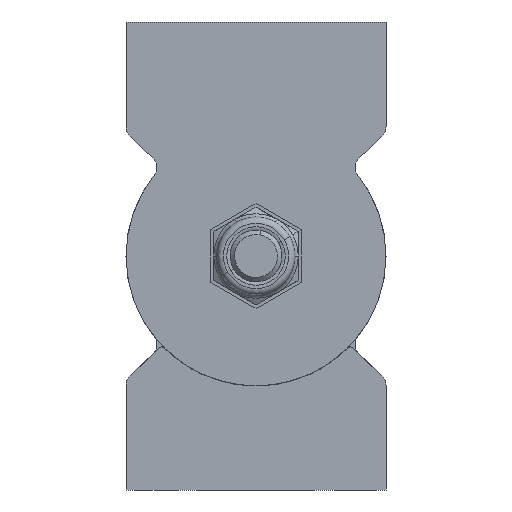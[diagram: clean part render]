
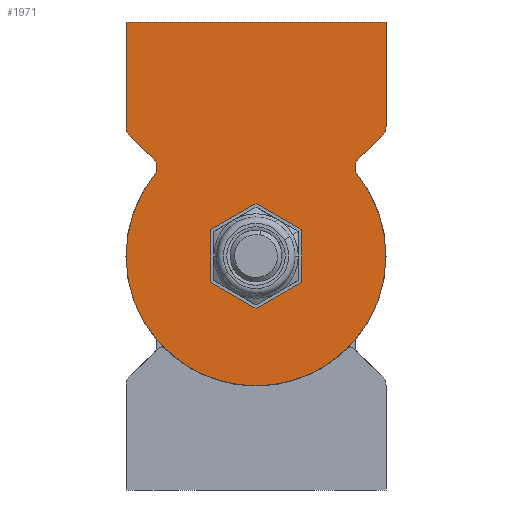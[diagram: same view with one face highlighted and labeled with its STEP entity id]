
A CAD part, front view. The second image highlights one B-rep face of the part: STEP entity #1971.
In plain terms, the highlighted planar face has unit normal (0, -1, 0).
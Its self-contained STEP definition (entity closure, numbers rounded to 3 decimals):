
#6 = AXIS2_PLACEMENT_3D ( 'NONE', #329, #2892, #904 ) ;
#25 = VERTEX_POINT ( 'NONE', #4203 ) ;
#35 = ORIENTED_EDGE ( 'NONE', *, *, #2688, .T. ) ;
#42 = CARTESIAN_POINT ( 'NONE',  ( 0., 0., -56. ) ) ;
#50 = ORIENTED_EDGE ( 'NONE', *, *, #1138, .F. ) ;
#82 = VECTOR ( 'NONE', #996, 1000. ) ;
#88 = CARTESIAN_POINT ( 'NONE',  ( 7., 0., -40.041 ) ) ;
#97 = AXIS2_PLACEMENT_3D ( 'NONE', #4022, #795, #1102 ) ;
#168 = CARTESIAN_POINT ( 'NONE',  ( -20., 0., -17. ) ) ;
#277 = VERTEX_POINT ( 'NONE', #3999 ) ;
#290 = VECTOR ( 'NONE', #4066, 1000. ) ;
#329 = CARTESIAN_POINT ( 'NONE',  ( 18., 0., -16.141 ) ) ;
#357 = PLANE ( 'NONE',  #1455 ) ;
#450 = EDGE_CURVE ( 'NONE', #3275, #597, #3735, .T. ) ;
#537 = CARTESIAN_POINT ( 'NONE',  ( -19.377, 0., -17.591 ) ) ;
#553 = CARTESIAN_POINT ( 'NONE',  ( 19.377, 0., -17.591 ) ) ;
#565 = LINE ( 'NONE', #3825, #618 ) ;
#597 = VERTEX_POINT ( 'NONE', #1896 ) ;
#618 = VECTOR ( 'NONE', #1514, 1000. ) ;
#625 = VERTEX_POINT ( 'NONE', #3824 ) ;
#696 = LINE ( 'NONE', #3601, #2814 ) ;
#719 = ORIENTED_EDGE ( 'NONE', *, *, #1458, .F. ) ;
#755 = CARTESIAN_POINT ( 'NONE',  ( -7., 0., -40.041 ) ) ;
#773 = AXIS2_PLACEMENT_3D ( 'NONE', #1940, #915, #3875 ) ;
#783 = VERTEX_POINT ( 'NONE', #537 ) ;
#795 = DIRECTION ( 'NONE',  ( 0., -1., 0. ) ) ;
#904 = DIRECTION ( 'NONE',  ( 0., 0., 1. ) ) ;
#907 = ORIENTED_EDGE ( 'NONE', *, *, #2209, .F. ) ;
#914 = VECTOR ( 'NONE', #3266, 1000. ) ;
#915 = DIRECTION ( 'NONE',  ( 0., 1., 0. ) ) ;
#952 = ORIENTED_EDGE ( 'NONE', *, *, #1699, .F. ) ;
#964 = CARTESIAN_POINT ( 'NONE',  ( 20., 0., -17. ) ) ;
#981 = DIRECTION ( 'NONE',  ( 0., 1., 0. ) ) ;
#996 = DIRECTION ( 'NONE',  ( 0., 0., -1. ) ) ;
#1002 = CARTESIAN_POINT ( 'NONE',  ( 20., 0., -16.141 ) ) ;
#1102 = DIRECTION ( 'NONE',  ( 0., 0., 1. ) ) ;
#1138 = EDGE_CURVE ( 'NONE', #625, #3979, #1559, .T. ) ;
#1152 = EDGE_CURVE ( 'NONE', #2619, #2033, #1944, .T. ) ;
#1169 = VERTEX_POINT ( 'NONE', #4207 ) ;
#1230 = CARTESIAN_POINT ( 'NONE',  ( 0., 0., -36. ) ) ;
#1251 = AXIS2_PLACEMENT_3D ( 'NONE', #3899, #981, #1608 ) ;
#1259 = EDGE_CURVE ( 'NONE', #597, #2507, #2669, .T. ) ;
#1270 = ORIENTED_EDGE ( 'NONE', *, *, #1784, .F. ) ;
#1276 = FACE_OUTER_BOUND ( 'NONE', #3061, .T. ) ;
#1303 = CARTESIAN_POINT ( 'NONE',  ( 0., 0., -44.083 ) ) ;
#1353 = EDGE_LOOP ( 'NONE', ( #2506, #3884, #952, #3225, #1373, #2241 ) ) ;
#1373 = ORIENTED_EDGE ( 'NONE', *, *, #450, .F. ) ;
#1378 = CARTESIAN_POINT ( 'NONE',  ( 0., 0., -27.917 ) ) ;
#1451 = DIRECTION ( 'NONE',  ( -0.866, 0., -0.5 ) ) ;
#1455 = AXIS2_PLACEMENT_3D ( 'NONE', #2340, #3214, #2941 ) ;
#1458 = EDGE_CURVE ( 'NONE', #25, #1993, #3586, .T. ) ;
#1493 = CARTESIAN_POINT ( 'NONE',  ( -20., 0., 0. ) ) ;
#1514 = DIRECTION ( 'NONE',  ( 0., 0., -1. ) ) ;
#1559 = LINE ( 'NONE', #3795, #3956 ) ;
#1608 = DIRECTION ( 'NONE',  ( 0., 0., 1. ) ) ;
#1699 = EDGE_CURVE ( 'NONE', #2507, #3250, #2441, .T. ) ;
#1705 = DIRECTION ( 'NONE',  ( 0., 0., 1. ) ) ;
#1784 = EDGE_CURVE ( 'NONE', #3568, #2033, #565, .T. ) ;
#1825 = CARTESIAN_POINT ( 'NONE',  ( 0., 0., -27.917 ) ) ;
#1873 = VECTOR ( 'NONE', #2721, 1000. ) ;
#1896 = CARTESIAN_POINT ( 'NONE',  ( -7., 0., -31.959 ) ) ;
#1902 = LINE ( 'NONE', #168, #290 ) ;
#1940 = CARTESIAN_POINT ( 'NONE',  ( -17.261, 0., -22.36 ) ) ;
#1944 = CIRCLE ( 'NONE', #6, 2. ) ;
#1971 = ADVANCED_FACE ( 'NONE', ( #2267, #1276 ), #357, .F. ) ;
#1993 = VERTEX_POINT ( 'NONE', #42 ) ;
#2008 = CARTESIAN_POINT ( 'NONE',  ( 0., 0., -36. ) ) ;
#2033 = VERTEX_POINT ( 'NONE', #1002 ) ;
#2087 = VERTEX_POINT ( 'NONE', #2728 ) ;
#2090 = VECTOR ( 'NONE', #3175, 1000. ) ;
#2143 = CARTESIAN_POINT ( 'NONE',  ( 20., 0., 0. ) ) ;
#2209 = EDGE_CURVE ( 'NONE', #2619, #3664, #3882, .T. ) ;
#2241 = ORIENTED_EDGE ( 'NONE', *, *, #3273, .F. ) ;
#2254 = DIRECTION ( 'NONE',  ( 0., 1., 0. ) ) ;
#2259 = VERTEX_POINT ( 'NONE', #3429 ) ;
#2267 = FACE_BOUND ( 'NONE', #1353, .T. ) ;
#2324 = EDGE_CURVE ( 'NONE', #3979, #3568, #3453, .T. ) ;
#2340 = CARTESIAN_POINT ( 'NONE',  ( 0., 0., -36. ) ) ;
#2368 = CIRCLE ( 'NONE', #1251, 2. ) ;
#2376 = AXIS2_PLACEMENT_3D ( 'NONE', #2008, #2254, #2569 ) ;
#2412 = ORIENTED_EDGE ( 'NONE', *, *, #3580, .T. ) ;
#2441 = LINE ( 'NONE', #3060, #1873 ) ;
#2445 = EDGE_CURVE ( 'NONE', #3250, #2087, #3831, .T. ) ;
#2499 = VECTOR ( 'NONE', #1451, 1000. ) ;
#2506 = ORIENTED_EDGE ( 'NONE', *, *, #3374, .F. ) ;
#2507 = VERTEX_POINT ( 'NONE', #755 ) ;
#2520 = ORIENTED_EDGE ( 'NONE', *, *, #2905, .F. ) ;
#2540 = DIRECTION ( 'NONE',  ( 0., 1., 0. ) ) ;
#2569 = DIRECTION ( 'NONE',  ( 0., 0., 1. ) ) ;
#2619 = VERTEX_POINT ( 'NONE', #553 ) ;
#2623 = CIRCLE ( 'NONE', #773, 2. ) ;
#2669 = LINE ( 'NONE', #4224, #82 ) ;
#2688 = EDGE_CURVE ( 'NONE', #625, #783, #2960, .T. ) ;
#2721 = DIRECTION ( 'NONE',  ( 0.866, 0., -0.5 ) ) ;
#2728 = CARTESIAN_POINT ( 'NONE',  ( 7., 0., -40.041 ) ) ;
#2753 = VECTOR ( 'NONE', #3569, 1000. ) ;
#2814 = VECTOR ( 'NONE', #3638, 1000. ) ;
#2888 = ORIENTED_EDGE ( 'NONE', *, *, #1152, .T. ) ;
#2892 = DIRECTION ( 'NONE',  ( 0., -1., 0. ) ) ;
#2905 = EDGE_CURVE ( 'NONE', #1169, #783, #1902, .T. ) ;
#2941 = DIRECTION ( 'NONE',  ( 0., 0., 1. ) ) ;
#2959 = AXIS2_PLACEMENT_3D ( 'NONE', #1230, #2540, #3191 ) ;
#2960 = CIRCLE ( 'NONE', #97, 2. ) ;
#3060 = CARTESIAN_POINT ( 'NONE',  ( -7., 0., -40.041 ) ) ;
#3061 = EDGE_LOOP ( 'NONE', ( #50, #35, #2520, #2412, #3483, #719, #3196, #907, #2888, #1270, #3668 ) ) ;
#3175 = DIRECTION ( 'NONE',  ( 1., 0., 0. ) ) ;
#3191 = DIRECTION ( 'NONE',  ( 0., 0., 1. ) ) ;
#3196 = ORIENTED_EDGE ( 'NONE', *, *, #3637, .T. ) ;
#3214 = DIRECTION ( 'NONE',  ( 0., 1., 0. ) ) ;
#3225 = ORIENTED_EDGE ( 'NONE', *, *, #1259, .F. ) ;
#3227 = VECTOR ( 'NONE', #1705, 1000. ) ;
#3250 = VERTEX_POINT ( 'NONE', #3657 ) ;
#3266 = DIRECTION ( 'NONE',  ( 0.866, 0., 0.5 ) ) ;
#3273 = EDGE_CURVE ( 'NONE', #2259, #3275, #696, .T. ) ;
#3275 = VERTEX_POINT ( 'NONE', #1378 ) ;
#3374 = EDGE_CURVE ( 'NONE', #2087, #2259, #4017, .T. ) ;
#3429 = CARTESIAN_POINT ( 'NONE',  ( 7., 0., -31.959 ) ) ;
#3453 = LINE ( 'NONE', #3786, #2090 ) ;
#3483 = ORIENTED_EDGE ( 'NONE', *, *, #3715, .F. ) ;
#3568 = VERTEX_POINT ( 'NONE', #2143 ) ;
#3569 = DIRECTION ( 'NONE',  ( -0.725, 0., -0.689 ) ) ;
#3580 = EDGE_CURVE ( 'NONE', #1169, #277, #2623, .T. ) ;
#3586 = CIRCLE ( 'NONE', #2376, 20. ) ;
#3601 = CARTESIAN_POINT ( 'NONE',  ( 7., 0., -31.959 ) ) ;
#3637 = EDGE_CURVE ( 'NONE', #25, #3664, #2368, .T. ) ;
#3638 = DIRECTION ( 'NONE',  ( -0.866, 0., 0.5 ) ) ;
#3657 = CARTESIAN_POINT ( 'NONE',  ( 0., 0., -44.083 ) ) ;
#3664 = VERTEX_POINT ( 'NONE', #4169 ) ;
#3668 = ORIENTED_EDGE ( 'NONE', *, *, #2324, .F. ) ;
#3698 = CIRCLE ( 'NONE', #2959, 20. ) ;
#3715 = EDGE_CURVE ( 'NONE', #1993, #277, #3698, .T. ) ;
#3735 = LINE ( 'NONE', #1825, #2499 ) ;
#3786 = CARTESIAN_POINT ( 'NONE',  ( -20., 0., 0. ) ) ;
#3795 = CARTESIAN_POINT ( 'NONE',  ( -20., 0., 0. ) ) ;
#3824 = CARTESIAN_POINT ( 'NONE',  ( -20., 0., -16.141 ) ) ;
#3825 = CARTESIAN_POINT ( 'NONE',  ( 20., 0., 0. ) ) ;
#3831 = LINE ( 'NONE', #1303, #914 ) ;
#3865 = DIRECTION ( 'NONE',  ( 0., 0., 1. ) ) ;
#3875 = DIRECTION ( 'NONE',  ( 0., 0., 1. ) ) ;
#3882 = LINE ( 'NONE', #964, #2753 ) ;
#3884 = ORIENTED_EDGE ( 'NONE', *, *, #2445, .F. ) ;
#3899 = CARTESIAN_POINT ( 'NONE',  ( 17.261, 0., -22.36 ) ) ;
#3956 = VECTOR ( 'NONE', #3865, 1000. ) ;
#3979 = VERTEX_POINT ( 'NONE', #1493 ) ;
#3999 = CARTESIAN_POINT ( 'NONE',  ( -15.692, 0., -23.6 ) ) ;
#4017 = LINE ( 'NONE', #88, #3227 ) ;
#4022 = CARTESIAN_POINT ( 'NONE',  ( -18., 0., -16.141 ) ) ;
#4066 = DIRECTION ( 'NONE',  ( -0.725, 0., 0.689 ) ) ;
#4169 = CARTESIAN_POINT ( 'NONE',  ( 15.884, 0., -20.91 ) ) ;
#4203 = CARTESIAN_POINT ( 'NONE',  ( 15.692, 0., -23.6 ) ) ;
#4207 = CARTESIAN_POINT ( 'NONE',  ( -15.884, 0., -20.91 ) ) ;
#4224 = CARTESIAN_POINT ( 'NONE',  ( -7., 0., -31.959 ) ) ;
